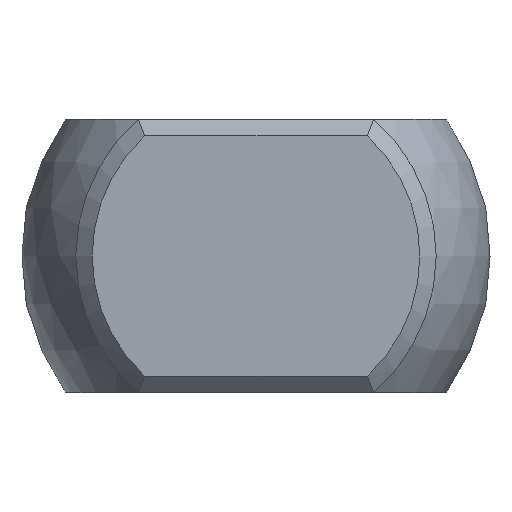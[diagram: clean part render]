
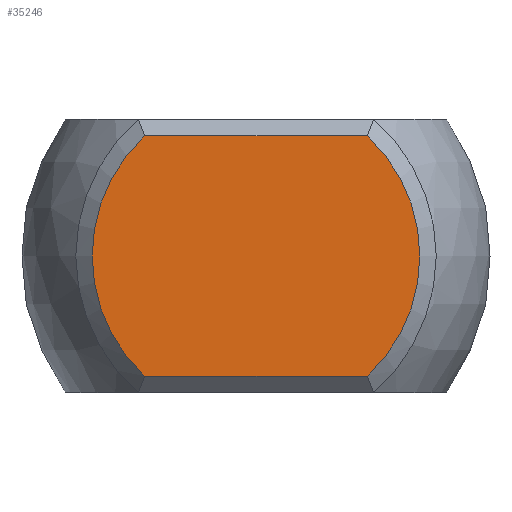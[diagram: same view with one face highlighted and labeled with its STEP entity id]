
A CAD part, left-side view. The second image highlights one B-rep face of the part: STEP entity #35246.
In plain terms, the highlighted planar face has unit normal (-1, 0, 0).
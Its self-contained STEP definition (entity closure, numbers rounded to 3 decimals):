
#33661 = PLANE('',#33662);
#33662 = AXIS2_PLACEMENT_3D('',#33663,#33664,#33665);
#33663 = CARTESIAN_POINT('',(-49.85,4.775,2.35));
#33664 = DIRECTION('',(-0.707,0.,0.707));
#33665 = DIRECTION('',(0.707,0.,0.707));
#34876 = CONICAL_SURFACE('',#34877,3.15,0.785);
#34877 = AXIS2_PLACEMENT_3D('',#34878,#34879,#34880);
#34878 = CARTESIAN_POINT('',(-49.85,0.,0.));
#34879 = DIRECTION('',(1.,0.,0.));
#34880 = DIRECTION('',(0.,-1.,0.));
#34896 = VERTEX_POINT('',#34897);
#34897 = CARTESIAN_POINT('',(-50.,-2.04,2.2));
#34919 = EDGE_CURVE('',#34896,#34920,#34922,.T.);
#34920 = VERTEX_POINT('',#34921);
#34921 = CARTESIAN_POINT('',(-50.,-2.04,-2.2));
#34922 = SURFACE_CURVE('',#34923,(#34928,#34935),.PCURVE_S1.);
#34923 = CIRCLE('',#34924,3.);
#34924 = AXIS2_PLACEMENT_3D('',#34925,#34926,#34927);
#34925 = CARTESIAN_POINT('',(-50.,0.,0.));
#34926 = DIRECTION('',(1.,0.,0.));
#34927 = DIRECTION('',(0.,-1.,0.));
#34928 = PCURVE('',#34876,#34929);
#34929 = DEFINITIONAL_REPRESENTATION('',(#34930),#34934);
#34930 = LINE('',#34931,#34932);
#34931 = CARTESIAN_POINT('',(-6.283,-0.15));
#34932 = VECTOR('',#34933,1.);
#34933 = DIRECTION('',(1.,0.));
#34934 = ( GEOMETRIC_REPRESENTATION_CONTEXT(2) 
PARAMETRIC_REPRESENTATION_CONTEXT() REPRESENTATION_CONTEXT('2D SPACE',''
  ) );
#34935 = PCURVE('',#34936,#34941);
#34936 = PLANE('',#34937);
#34937 = AXIS2_PLACEMENT_3D('',#34938,#34939,#34940);
#34938 = CARTESIAN_POINT('',(-50.,3.3,0.));
#34939 = DIRECTION('',(-1.,0.,0.));
#34940 = DIRECTION('',(0.,0.,1.));
#34941 = DEFINITIONAL_REPRESENTATION('',(#34942),#34950);
#34942 = ( BOUNDED_CURVE() B_SPLINE_CURVE(2,(#34943,#34944,#34945,#34946
    ,#34947,#34948,#34949),.UNSPECIFIED.,.T.,.F.) 
B_SPLINE_CURVE_WITH_KNOTS((1,2,2,2,2,1),(-2.094,0.,
    2.094,4.189,6.283,8.378),
.UNSPECIFIED.) CURVE() GEOMETRIC_REPRESENTATION_ITEM() 
RATIONAL_B_SPLINE_CURVE((1.,0.5,1.,0.5,1.,0.5,1.)) REPRESENTATION_ITEM(
  '') );
#34943 = CARTESIAN_POINT('',(0.,-6.3));
#34944 = CARTESIAN_POINT('',(-5.196,-6.3));
#34945 = CARTESIAN_POINT('',(-2.598,-1.8));
#34946 = CARTESIAN_POINT('',(0.,2.7));
#34947 = CARTESIAN_POINT('',(2.598,-1.8));
#34948 = CARTESIAN_POINT('',(5.196,-6.3));
#34949 = CARTESIAN_POINT('',(0.,-6.3));
#34950 = ( GEOMETRIC_REPRESENTATION_CONTEXT(2) 
PARAMETRIC_REPRESENTATION_CONTEXT() REPRESENTATION_CONTEXT('2D SPACE',''
  ) );
#34966 = PLANE('',#34967);
#34967 = AXIS2_PLACEMENT_3D('',#34968,#34969,#34970);
#34968 = CARTESIAN_POINT('',(-49.85,-1.475,-2.35));
#34969 = DIRECTION('',(-0.707,0.,-0.707));
#34970 = DIRECTION('',(-0.707,0.,0.707));
#34984 = VERTEX_POINT('',#34985);
#34985 = CARTESIAN_POINT('',(-50.,2.04,2.2));
#35001 = CONICAL_SURFACE('',#35002,3.15,0.785);
#35002 = AXIS2_PLACEMENT_3D('',#35003,#35004,#35005);
#35003 = CARTESIAN_POINT('',(-49.85,0.,0.));
#35004 = DIRECTION('',(1.,0.,0.));
#35005 = DIRECTION('',(-0.,1.,0.));
#35012 = EDGE_CURVE('',#34984,#34896,#35013,.T.);
#35013 = SURFACE_CURVE('',#35014,(#35018,#35025),.PCURVE_S1.);
#35014 = LINE('',#35015,#35016);
#35015 = CARTESIAN_POINT('',(-50.,4.775,2.2));
#35016 = VECTOR('',#35017,1.);
#35017 = DIRECTION('',(0.,-1.,0.));
#35018 = PCURVE('',#33661,#35019);
#35019 = DEFINITIONAL_REPRESENTATION('',(#35020),#35024);
#35020 = LINE('',#35021,#35022);
#35021 = CARTESIAN_POINT('',(-0.212,0.));
#35022 = VECTOR('',#35023,1.);
#35023 = DIRECTION('',(0.,-1.));
#35024 = ( GEOMETRIC_REPRESENTATION_CONTEXT(2) 
PARAMETRIC_REPRESENTATION_CONTEXT() REPRESENTATION_CONTEXT('2D SPACE',''
  ) );
#35025 = PCURVE('',#34936,#35026);
#35026 = DEFINITIONAL_REPRESENTATION('',(#35027),#35031);
#35027 = LINE('',#35028,#35029);
#35028 = CARTESIAN_POINT('',(2.2,1.475));
#35029 = VECTOR('',#35030,1.);
#35030 = DIRECTION('',(0.,-1.));
#35031 = ( GEOMETRIC_REPRESENTATION_CONTEXT(2) 
PARAMETRIC_REPRESENTATION_CONTEXT() REPRESENTATION_CONTEXT('2D SPACE',''
  ) );
#35062 = VERTEX_POINT('',#35063);
#35063 = CARTESIAN_POINT('',(-50.,2.04,-2.2));
#35085 = EDGE_CURVE('',#35062,#34984,#35086,.T.);
#35086 = SURFACE_CURVE('',#35087,(#35092,#35099),.PCURVE_S1.);
#35087 = CIRCLE('',#35088,3.);
#35088 = AXIS2_PLACEMENT_3D('',#35089,#35090,#35091);
#35089 = CARTESIAN_POINT('',(-50.,0.,0.));
#35090 = DIRECTION('',(1.,0.,0.));
#35091 = DIRECTION('',(-0.,1.,0.));
#35092 = PCURVE('',#35001,#35093);
#35093 = DEFINITIONAL_REPRESENTATION('',(#35094),#35098);
#35094 = LINE('',#35095,#35096);
#35095 = CARTESIAN_POINT('',(-6.283,-0.15));
#35096 = VECTOR('',#35097,1.);
#35097 = DIRECTION('',(1.,0.));
#35098 = ( GEOMETRIC_REPRESENTATION_CONTEXT(2) 
PARAMETRIC_REPRESENTATION_CONTEXT() REPRESENTATION_CONTEXT('2D SPACE',''
  ) );
#35099 = PCURVE('',#34936,#35100);
#35100 = DEFINITIONAL_REPRESENTATION('',(#35101),#35109);
#35101 = ( BOUNDED_CURVE() B_SPLINE_CURVE(2,(#35102,#35103,#35104,#35105
    ,#35106,#35107,#35108),.UNSPECIFIED.,.T.,.F.) 
B_SPLINE_CURVE_WITH_KNOTS((1,2,2,2,2,1),(-2.094,0.,
    2.094,4.189,6.283,8.378),
.UNSPECIFIED.) CURVE() GEOMETRIC_REPRESENTATION_ITEM() 
RATIONAL_B_SPLINE_CURVE((1.,0.5,1.,0.5,1.,0.5,1.)) REPRESENTATION_ITEM(
  '') );
#35102 = CARTESIAN_POINT('',(0.,-0.3));
#35103 = CARTESIAN_POINT('',(5.196,-0.3));
#35104 = CARTESIAN_POINT('',(2.598,-4.8));
#35105 = CARTESIAN_POINT('',(0.,-9.3));
#35106 = CARTESIAN_POINT('',(-2.598,-4.8));
#35107 = CARTESIAN_POINT('',(-5.196,-0.3));
#35108 = CARTESIAN_POINT('',(0.,-0.3));
#35109 = ( GEOMETRIC_REPRESENTATION_CONTEXT(2) 
PARAMETRIC_REPRESENTATION_CONTEXT() REPRESENTATION_CONTEXT('2D SPACE',''
  ) );
#35115 = EDGE_CURVE('',#34920,#35062,#35116,.T.);
#35116 = SURFACE_CURVE('',#35117,(#35121,#35128),.PCURVE_S1.);
#35117 = LINE('',#35118,#35119);
#35118 = CARTESIAN_POINT('',(-50.,-1.475,-2.2));
#35119 = VECTOR('',#35120,1.);
#35120 = DIRECTION('',(0.,1.,0.));
#35121 = PCURVE('',#34966,#35122);
#35122 = DEFINITIONAL_REPRESENTATION('',(#35123),#35127);
#35123 = LINE('',#35124,#35125);
#35124 = CARTESIAN_POINT('',(0.212,0.));
#35125 = VECTOR('',#35126,1.);
#35126 = DIRECTION('',(0.,1.));
#35127 = ( GEOMETRIC_REPRESENTATION_CONTEXT(2) 
PARAMETRIC_REPRESENTATION_CONTEXT() REPRESENTATION_CONTEXT('2D SPACE',''
  ) );
#35128 = PCURVE('',#34936,#35129);
#35129 = DEFINITIONAL_REPRESENTATION('',(#35130),#35134);
#35130 = LINE('',#35131,#35132);
#35131 = CARTESIAN_POINT('',(-2.2,-4.775));
#35132 = VECTOR('',#35133,1.);
#35133 = DIRECTION('',(0.,1.));
#35134 = ( GEOMETRIC_REPRESENTATION_CONTEXT(2) 
PARAMETRIC_REPRESENTATION_CONTEXT() REPRESENTATION_CONTEXT('2D SPACE',''
  ) );
#35246 = ADVANCED_FACE('',(#35247),#34936,.T.);
#35247 = FACE_BOUND('',#35248,.T.);
#35248 = EDGE_LOOP('',(#35249,#35250,#35251,#35252));
#35249 = ORIENTED_EDGE('',*,*,#34919,.F.);
#35250 = ORIENTED_EDGE('',*,*,#35012,.F.);
#35251 = ORIENTED_EDGE('',*,*,#35085,.F.);
#35252 = ORIENTED_EDGE('',*,*,#35115,.F.);
